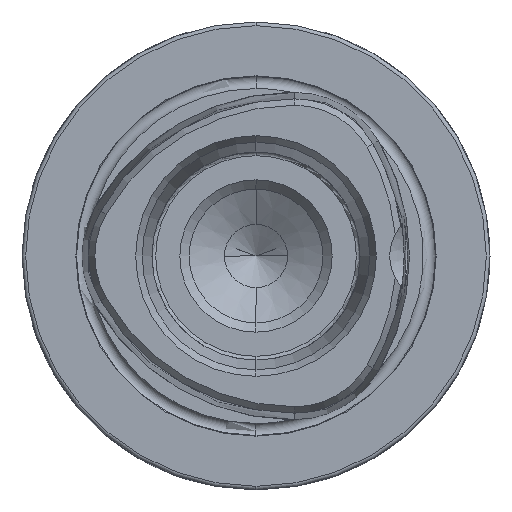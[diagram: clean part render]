
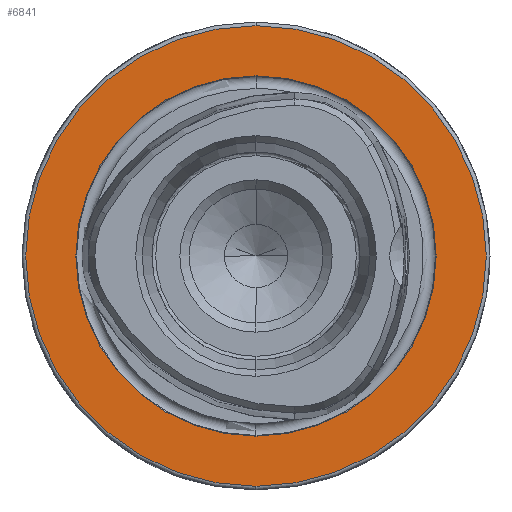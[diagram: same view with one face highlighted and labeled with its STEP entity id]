
A CAD part, left-side view. The second image highlights one B-rep face of the part: STEP entity #6841.
In plain terms, the highlighted planar face has unit normal (-1, 0, 0).
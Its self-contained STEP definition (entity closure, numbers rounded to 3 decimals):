
#538 = VERTEX_POINT ( 'NONE', #8231 ) ;
#571 = VERTEX_POINT ( 'NONE', #8240 ) ;
#1439 = EDGE_CURVE ( 'NONE', #8132, #538, #5586, .T. ) ;
#1443 = EDGE_CURVE ( 'NONE', #571, #8162, #5593, .T. ) ;
#1561 = DIRECTION ( 'NONE',  ( -1., 0., 0. ) ) ;
#1576 = DIRECTION ( 'NONE',  ( -1., 0., 0. ) ) ;
#1623 = DIRECTION ( 'NONE',  ( 0., 0., 1. ) ) ;
#1627 = CARTESIAN_POINT ( 'NONE',  ( 0., 0., 0. ) ) ;
#1634 = DIRECTION ( 'NONE',  ( 0., 0., 1. ) ) ;
#1637 = CARTESIAN_POINT ( 'NONE',  ( 0., 0., 0. ) ) ;
#1959 = AXIS2_PLACEMENT_3D ( 'NONE', #1627, #1561, #1634 ) ;
#1962 = AXIS2_PLACEMENT_3D ( 'NONE', #1637, #1576, #1623 ) ;
#2358 = AXIS2_PLACEMENT_3D ( 'NONE', #8836, #8841, #8842 ) ;
#2446 = AXIS2_PLACEMENT_3D ( 'NONE', #3444, #3445, #3446 ) ;
#2739 = AXIS2_PLACEMENT_3D ( 'NONE', #3449, #3450, #3451 ) ;
#3444 = CARTESIAN_POINT ( 'NONE',  ( 0., 0., 0. ) ) ;
#3445 = DIRECTION ( 'NONE',  ( -1., 0., 0. ) ) ;
#3446 = DIRECTION ( 'NONE',  ( 0., 0., 1. ) ) ;
#3449 = CARTESIAN_POINT ( 'NONE',  ( 0., 0., 0. ) ) ;
#3450 = DIRECTION ( 'NONE',  ( -1., 0., 0. ) ) ;
#3451 = DIRECTION ( 'NONE',  ( 0., 0., 1. ) ) ;
#3498 = ORIENTED_EDGE ( 'NONE', *, *, #1439, .F. ) ;
#3525 = EDGE_LOOP ( 'NONE', ( #6127, #3498 ) ) ;
#3671 = EDGE_LOOP ( 'NONE', ( #4205, #6234 ) ) ;
#4205 = ORIENTED_EDGE ( 'NONE', *, *, #1443, .T. ) ;
#5586 = CIRCLE ( 'NONE', #1959, 24.25 ) ;
#5593 = CIRCLE ( 'NONE', #1962, 31. ) ;
#6127 = ORIENTED_EDGE ( 'NONE', *, *, #10032, .F. ) ;
#6234 = ORIENTED_EDGE ( 'NONE', *, *, #10031, .T. ) ;
#6841 = ADVANCED_FACE ( 'NONE', ( #7626, #7618 ), #8839, .F. ) ;
#7618 = FACE_OUTER_BOUND ( 'NONE', #3671, .T. ) ;
#7626 = FACE_BOUND ( 'NONE', #3525, .T. ) ;
#7940 = CIRCLE ( 'NONE', #2446, 31. ) ;
#7941 = CIRCLE ( 'NONE', #2739, 24.25 ) ;
#8132 = VERTEX_POINT ( 'NONE', #9125 ) ;
#8162 = VERTEX_POINT ( 'NONE', #9155 ) ;
#8231 = CARTESIAN_POINT ( 'NONE',  ( 0., 0., 24.25 ) ) ;
#8240 = CARTESIAN_POINT ( 'NONE',  ( 0., 0., 31. ) ) ;
#8836 = CARTESIAN_POINT ( 'NONE',  ( 0., 24.25, 0. ) ) ;
#8839 = PLANE ( 'NONE',  #2358 ) ;
#8841 = DIRECTION ( 'NONE',  ( 1., 0., 0. ) ) ;
#8842 = DIRECTION ( 'NONE',  ( 0., 0., -1. ) ) ;
#9125 = CARTESIAN_POINT ( 'NONE',  ( 0., 0., -24.25 ) ) ;
#9155 = CARTESIAN_POINT ( 'NONE',  ( 0., 0., -31. ) ) ;
#10031 = EDGE_CURVE ( 'NONE', #8162, #571, #7940, .T. ) ;
#10032 = EDGE_CURVE ( 'NONE', #538, #8132, #7941, .T. ) ;
